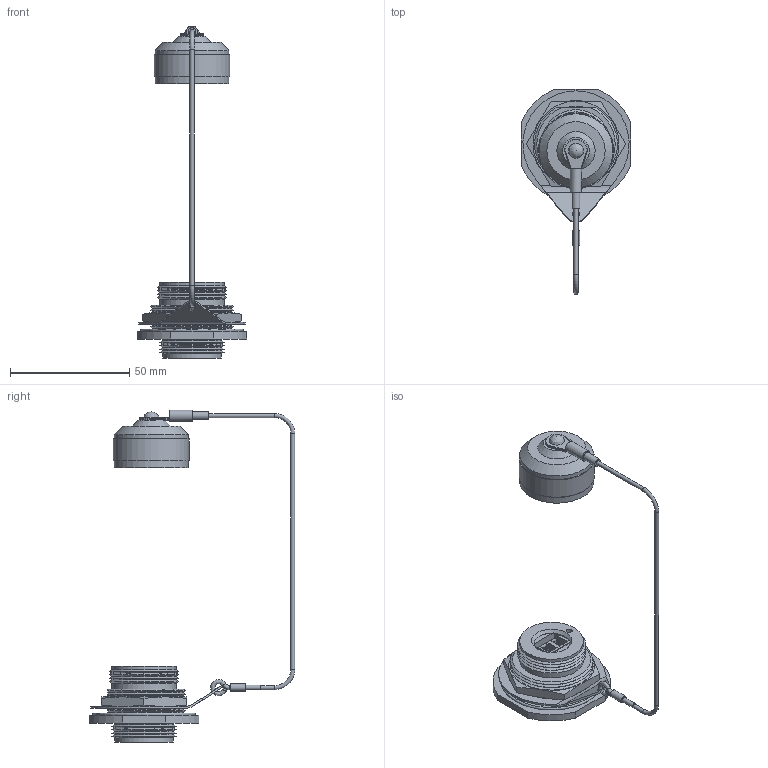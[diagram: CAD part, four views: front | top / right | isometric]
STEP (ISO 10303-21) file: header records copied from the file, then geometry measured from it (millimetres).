
FILE_DESCRIPTION (( 'STEP AP214' ), '1' );
FILE_NAME ('RLRJ121L.STEP', '2018-04-03T18:47:30', ( '' ), ( '' ), 'SwSTEP 2.0', 'SolidWorks 2017', '' );
FILE_SCHEMA (( 'AUTOMOTIVE_DESIGN' ));
Length unit declared in the file: inch
Products named in the file (7): 3AB10-038; RLRK121-MA1-LND; ECRJ1103U00-MA2; 3AB10-036-MA3; RLRM121LP-MA3; RLRJ121L-MA1; RLRJ121L
Assembly tree (6 placements, depth 2):
  RLRJ121L
    RLRJ121L-MA1
    RLRM121LP-MA3
    3AB10-036-MA3
    ECRJ1103U00-MA2
    RLRK121-MA1-LND
    3AB10-038
Bounding box: 45.97 x 86.29 x 139.39 mm (x, y, z)
Volume: 32819 mm3; surface area: 22897.1 mm2
Topology: 8 solids, 8 shells, 293 faces, 681 edges, 428 vertices
Faces by surface type: plane 163, cylinder 68, cone 48, bspline 8, torus 6
Full cylindrical faces by diameter (mm): 1.702 x4, 2.032 x3, 2.489 x4, 2.54 x1, 2.743 x4, 3.15 x1, 3.175 x1, 3.302 x1, 3.428 x1, 3.429 x2, 4.699 x1, 14.732 x2, 22.784 x1, 24.576 x1, 25.07 x4, 25.085 x1, 26.924 x5, 27.305 x1, 31.064 x2, 31.75 x2
Entity records: 12409 total; most frequent: CARTESIAN_POINT 3254, DIRECTION 1286, ORIENTED_EDGE 1196, EDGE_CURVE 598, AXIS2_PLACEMENT_3D 491, VERTEX_POINT 416, EDGE_LOOP 402, FACE_OUTER_BOUND 341
